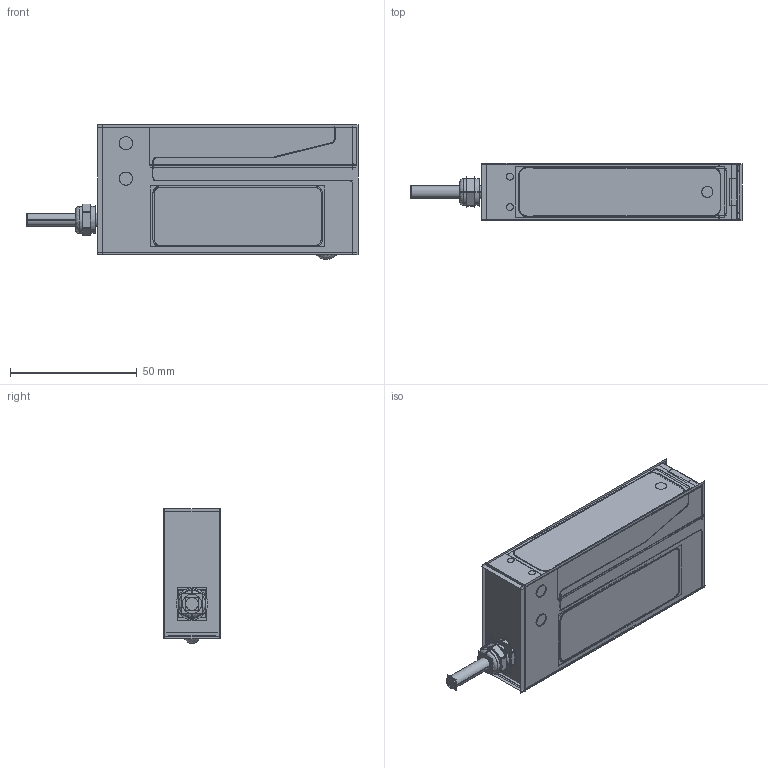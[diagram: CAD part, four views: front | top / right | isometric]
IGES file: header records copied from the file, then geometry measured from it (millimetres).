
Start section:  PTC IGES file: 226792_sm01.igs
Global section: file name: 226792_sm01.igs; native system: Creo Parametric by PTC Inc.; preprocessor: 2019292; author: PDMAdmin; organization: Unknown; date: 20220114.102718; units: millimetre
Bounding box: 131.21 x 22.45 x 53.26 mm (x, y, z)
Volume: 97905.9 mm3; surface area: 120726.8 mm2
Topology: 2 solids, 2 shells, 604 faces, 3061 edges, 3857 vertices
Faces by surface type: bspline 296, revolution 290, extrusion 18
